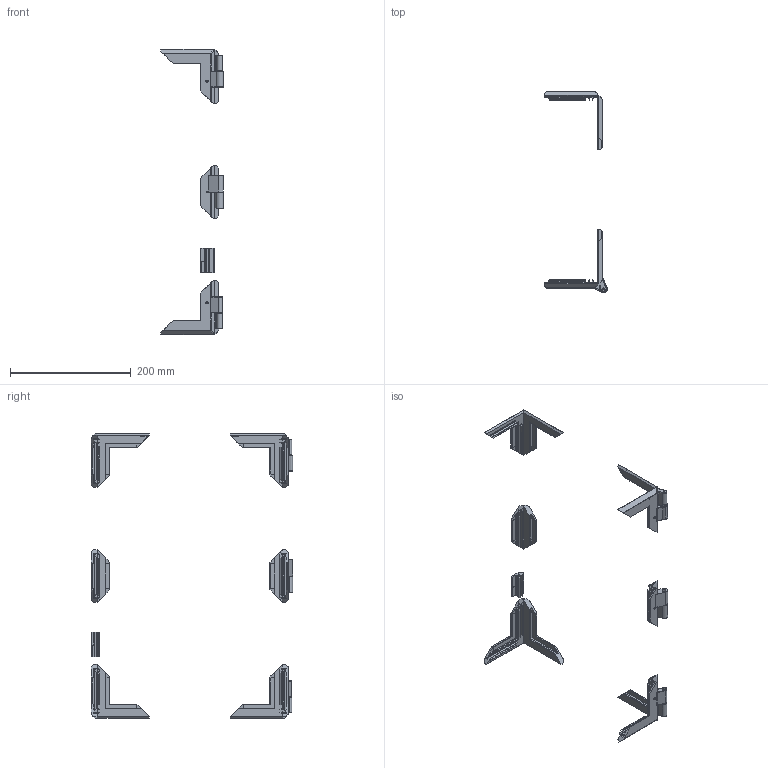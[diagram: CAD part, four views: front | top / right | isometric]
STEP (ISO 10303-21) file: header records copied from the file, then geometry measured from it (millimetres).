
FILE_DESCRIPTION(/* description */ (''),/* implementation_level */ '2;1');
FILE_NAME(/* name */ 'ZeroPanels v3 2020 Mods.step',/* time_stamp */ '2024-02-05T14:09:12-06:00',/* author */ (''),/* organization */ (''),/* preprocessor_version */ 'ST-DEVELOPER v20',/* originating_system */ 'Autodesk Translation Framework v12.14.0.127',/* authorisation */ '');
FILE_SCHEMA (('AUTOMOTIVE_DESIGN { 1 0 10303 214 3 1 1 }'));
Length unit declared in the file: millimetre
Products named in the file (1): ZeroPanels v3 2020 Mods
Bounding box: 103.5 x 332.84 x 472.37 mm (x, y, z)
Volume: 265300.9 mm3; surface area: 143516 mm2
Topology: 15 solids, 19 shells, 903 faces, 2438 edges, 1586 vertices
Faces by surface type: plane 706, cylinder 167, torus 10, sphere 8, bspline 8, cone 4
Full cylindrical faces by diameter (mm): 3 x9, 3.067 x1, 6 x10
Entity records: 28122 total; most frequent: CARTESIAN_POINT 5060, ORIENTED_EDGE 4876, DIRECTION 4573, EDGE_CURVE 2438, LINE 2055, VECTOR 2055, VERTEX_POINT 1586, AXIS2_PLACEMENT_3D 1259
